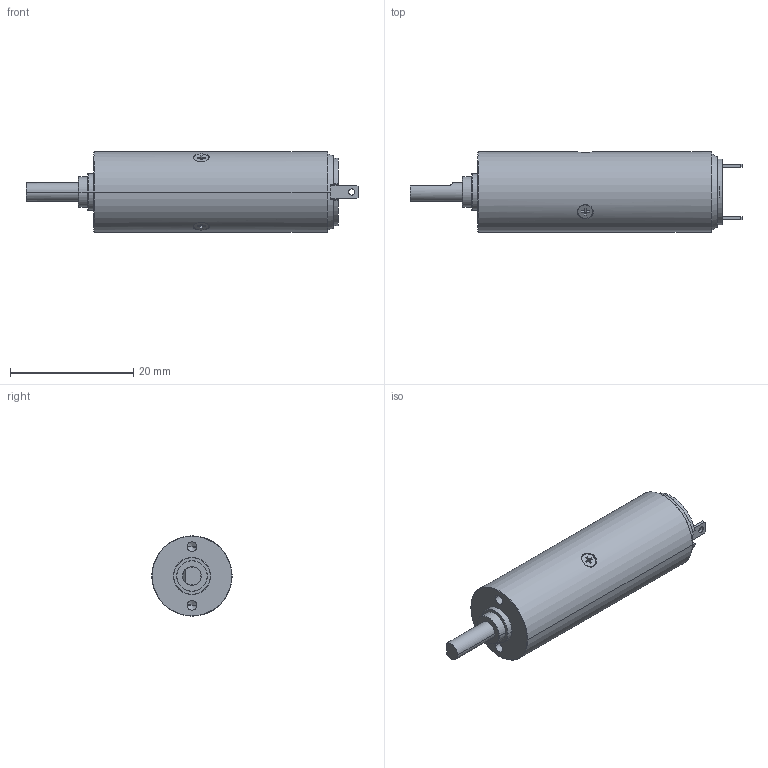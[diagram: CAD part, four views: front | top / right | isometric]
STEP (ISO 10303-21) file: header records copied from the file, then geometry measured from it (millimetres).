
FILE_DESCRIPTION((''),'2;1');
FILE_NAME('4696320000813_SW0001','2023-04-26T08:35:55',('BU5.RD'),(''),'CREO PARAMETRIC BY PTC INC, 2018100','CREO PARAMETRIC BY PTC INC, 2018100','');
FILE_SCHEMA(('CONFIG_CONTROL_DESIGN'));
Length unit declared in the file: millimetre
Products named in the file (1): 4696320000813_SW0001
Bounding box: 53.8 x 13 x 13 mm (x, y, z)
Volume: 5301.5 mm3; surface area: 2092.1 mm2
Topology: 1 solids, 1 shells, 180 faces, 471 edges, 306 vertices
Faces by surface type: plane 104, cylinder 43, cone 33
Entity records: 5921 total; most frequent: CARTESIAN_POINT 1446, ORIENTED_EDGE 934, DIRECTION 898, EDGE_CURVE 467, VERTEX_POINT 306, AXIS2_PLACEMENT_3D 303, VECTOR 292, LINE 292
